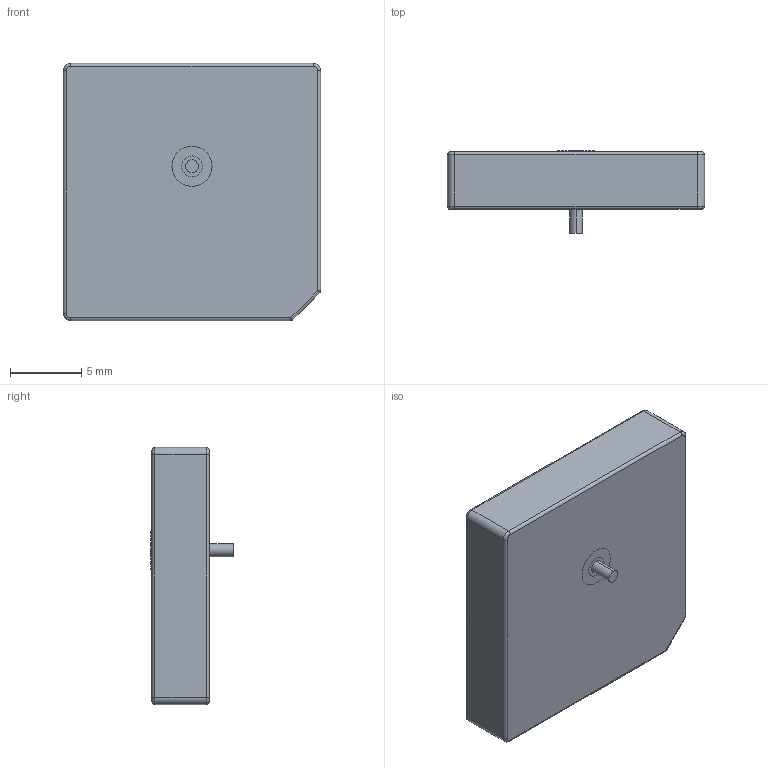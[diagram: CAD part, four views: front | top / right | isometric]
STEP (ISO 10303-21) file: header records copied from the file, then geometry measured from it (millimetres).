
FILE_DESCRIPTION (( 'STEP AP214' ), '1' );
FILE_NAME ('ANT-GNSSCP-TH18L1.STEP', '2025-06-11T17:01:24', ( '' ), ( '' ), 'SwSTEP 2.0', 'SolidWorks 2021', '' );
FILE_SCHEMA (( 'AUTOMOTIVE_DESIGN' ));
Length unit declared in the file: millimetre
Products named in the file (1): ANT-GNSSCP-TH18L1
Bounding box: 18 x 5.8 x 18 mm (x, y, z)
Volume: 1287.9 mm3; surface area: 1493.6 mm2
Topology: 25 solids, 25 shells, 549 faces, 1384 edges, 912 vertices
Faces by surface type: plane 356, bspline 142, cylinder 39, torus 6, sphere 4, cone 2
Entity records: 24402 total; most frequent: CARTESIAN_POINT 11768, ORIENTED_EDGE 2760, DIRECTION 2000, EDGE_CURVE 1380, LINE 1008, VECTOR 1008, VERTEX_POINT 912, EDGE_LOOP 592
